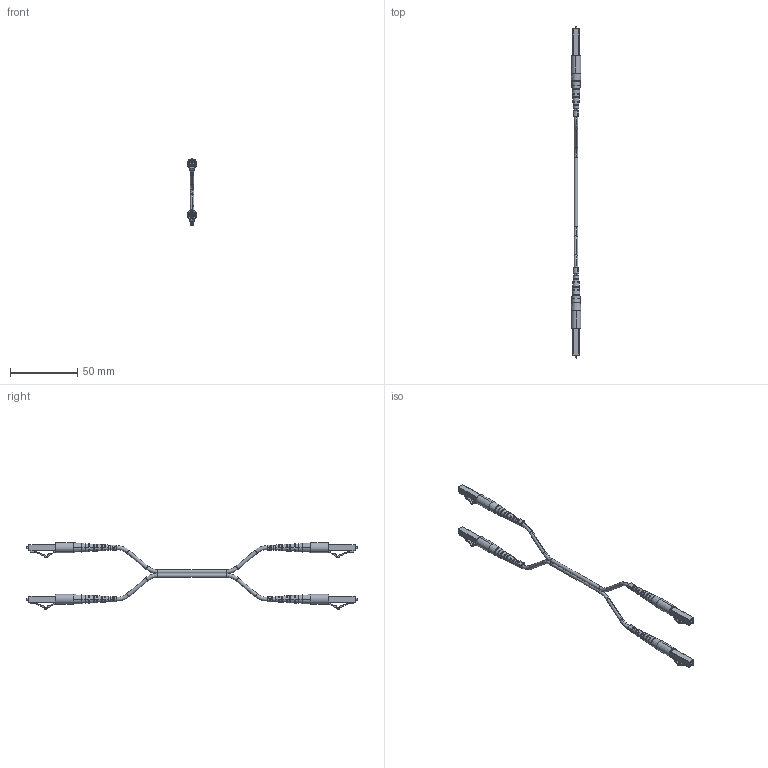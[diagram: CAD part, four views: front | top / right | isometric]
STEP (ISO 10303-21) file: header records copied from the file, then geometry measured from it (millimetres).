
FILE_DESCRIPTION (( 'STEP AP214' ), '1' );
FILE_NAME ('SFODLC-COLOR.STEP', '2007-11-13T20:05:15', ( ' ' ), ( ' ' ), 'SwSTEP 2.0', 'SolidWorks 2007', '' );
FILE_SCHEMA (( 'AUTOMOTIVE_DESIGN' ));
Length unit declared in the file: inch
Products named in the file (7): CONN-LC3-020-1-MA2; CONN-LC3-020-1; LBL-C3P-A; LBL-C3P-B; CONN-LC3-020-1-MA1; N602-INS-ZC-10C; SFODLC-COLOR
Assembly tree (11 placements, depth 3):
  SFODLC-COLOR
    CONN-LC3-020-1  x4
      CONN-LC3-020-1-MA2
      CONN-LC3-020-1-MA1
    LBL-C3P-B  x2
    N602-INS-ZC-10C
    LBL-C3P-A  x2
Bounding box: 7.37 x 246.8 x 49.47 mm (x, y, z)
Volume: 6109.7 mm3; surface area: 11878.8 mm2
Topology: 17 solids, 17 shells, 795 faces, 2177 edges, 1382 vertices
Faces by surface type: plane 500, cylinder 161, cone 72, torus 24, bspline 22, sphere 16
Entity records: 9877 total; most frequent: CARTESIAN_POINT 2310, ORIENTED_EDGE 1346, DIRECTION 1342, EDGE_CURVE 673, AXIS2_PLACEMENT_3D 497, VERTEX_POINT 426, LINE 348, VECTOR 348
